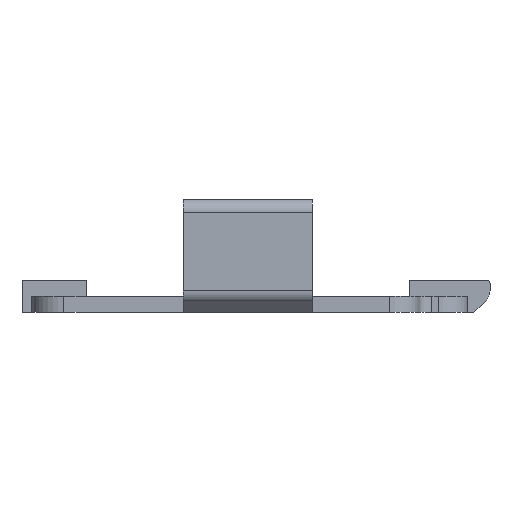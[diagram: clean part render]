
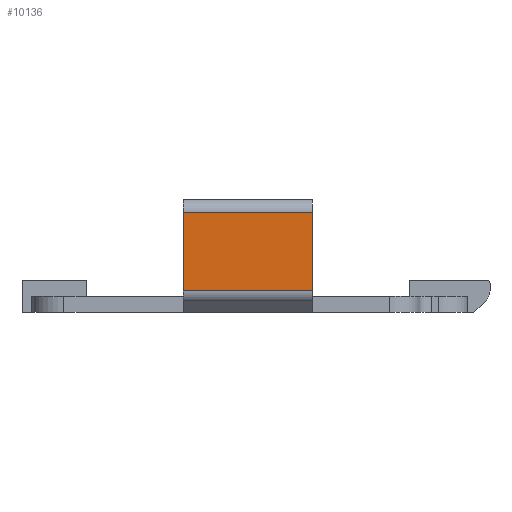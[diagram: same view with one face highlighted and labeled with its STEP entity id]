
A CAD part, left-side view. The second image highlights one B-rep face of the part: STEP entity #10136.
In plain terms, the highlighted planar face has unit normal (-1, 0, 0).
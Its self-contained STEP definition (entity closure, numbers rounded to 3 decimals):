
#450 = PLANE('',#451);
#451 = AXIS2_PLACEMENT_3D('',#452,#453,#454);
#452 = CARTESIAN_POINT('',(-100.,-17.,-5.));
#453 = DIRECTION('',(0.,1.,0.));
#454 = DIRECTION('',(1.,0.,0.));
#506 = PLANE('',#507);
#507 = AXIS2_PLACEMENT_3D('',#508,#509,#510);
#508 = CARTESIAN_POINT('',(-126.,23.,-5.));
#509 = DIRECTION('',(0.,-1.,0.));
#510 = DIRECTION('',(-1.,0.,0.));
#4685 = VERTEX_POINT('',#4686);
#4686 = CARTESIAN_POINT('',(-126.,-17.,26.));
#4701 = CYLINDRICAL_SURFACE('',#4702,4.);
#4702 = AXIS2_PLACEMENT_3D('',#4703,#4704,#4705);
#4703 = CARTESIAN_POINT('',(-122.,-17.,26.));
#4704 = DIRECTION('',(0.,1.,0.));
#4705 = DIRECTION('',(-1.,-0.,-0.));
#4713 = EDGE_CURVE('',#4714,#4685,#4716,.T.);
#4714 = VERTEX_POINT('',#4715);
#4715 = CARTESIAN_POINT('',(-126.,-17.,1.657));
#4716 = SURFACE_CURVE('',#4717,(#4721,#4728),.PCURVE_S1.);
#4717 = LINE('',#4718,#4719);
#4718 = CARTESIAN_POINT('',(-126.,-17.,-5.));
#4719 = VECTOR('',#4720,1.);
#4720 = DIRECTION('',(0.,0.,1.));
#4721 = PCURVE('',#450,#4722);
#4722 = DEFINITIONAL_REPRESENTATION('',(#4723),#4727);
#4723 = LINE('',#4724,#4725);
#4724 = CARTESIAN_POINT('',(-26.,0.));
#4725 = VECTOR('',#4726,1.);
#4726 = DIRECTION('',(-0.,-1.));
#4727 = ( GEOMETRIC_REPRESENTATION_CONTEXT(2) 
PARAMETRIC_REPRESENTATION_CONTEXT() REPRESENTATION_CONTEXT('2D SPACE',''
  ) );
#4728 = PCURVE('',#4729,#4734);
#4729 = PLANE('',#4730);
#4730 = AXIS2_PLACEMENT_3D('',#4731,#4732,#4733);
#4731 = CARTESIAN_POINT('',(-126.,-17.,-5.));
#4732 = DIRECTION('',(1.,0.,0.));
#4733 = DIRECTION('',(0.,-1.,0.));
#4734 = DEFINITIONAL_REPRESENTATION('',(#4735),#4739);
#4735 = LINE('',#4736,#4737);
#4736 = CARTESIAN_POINT('',(-0.,-0.));
#4737 = VECTOR('',#4738,1.);
#4738 = DIRECTION('',(-0.,-1.));
#4739 = ( GEOMETRIC_REPRESENTATION_CONTEXT(2) 
PARAMETRIC_REPRESENTATION_CONTEXT() REPRESENTATION_CONTEXT('2D SPACE',''
  ) );
#4758 = CYLINDRICAL_SURFACE('',#4759,4.);
#4759 = AXIS2_PLACEMENT_3D('',#4760,#4761,#4762);
#4760 = CARTESIAN_POINT('',(-122.,-17.,1.657));
#4761 = DIRECTION('',(0.,1.,0.));
#4762 = DIRECTION('',(-0.707,-0.,-0.707));
#5577 = VERTEX_POINT('',#5578);
#5578 = CARTESIAN_POINT('',(-126.,23.,1.657));
#5604 = EDGE_CURVE('',#5577,#5605,#5607,.T.);
#5605 = VERTEX_POINT('',#5606);
#5606 = CARTESIAN_POINT('',(-126.,23.,26.));
#5607 = SURFACE_CURVE('',#5608,(#5612,#5619),.PCURVE_S1.);
#5608 = LINE('',#5609,#5610);
#5609 = CARTESIAN_POINT('',(-126.,23.,-5.));
#5610 = VECTOR('',#5611,1.);
#5611 = DIRECTION('',(0.,0.,1.));
#5612 = PCURVE('',#506,#5613);
#5613 = DEFINITIONAL_REPRESENTATION('',(#5614),#5618);
#5614 = LINE('',#5615,#5616);
#5615 = CARTESIAN_POINT('',(-0.,-0.));
#5616 = VECTOR('',#5617,1.);
#5617 = DIRECTION('',(-0.,-1.));
#5618 = ( GEOMETRIC_REPRESENTATION_CONTEXT(2) 
PARAMETRIC_REPRESENTATION_CONTEXT() REPRESENTATION_CONTEXT('2D SPACE',''
  ) );
#5619 = PCURVE('',#4729,#5620);
#5620 = DEFINITIONAL_REPRESENTATION('',(#5621),#5625);
#5621 = LINE('',#5622,#5623);
#5622 = CARTESIAN_POINT('',(-40.,-0.));
#5623 = VECTOR('',#5624,1.);
#5624 = DIRECTION('',(-0.,-1.));
#5625 = ( GEOMETRIC_REPRESENTATION_CONTEXT(2) 
PARAMETRIC_REPRESENTATION_CONTEXT() REPRESENTATION_CONTEXT('2D SPACE',''
  ) );
#10089 = EDGE_CURVE('',#4685,#5605,#10090,.T.);
#10090 = SURFACE_CURVE('',#10091,(#10095,#10102),.PCURVE_S1.);
#10091 = LINE('',#10092,#10093);
#10092 = CARTESIAN_POINT('',(-126.,-17.,26.));
#10093 = VECTOR('',#10094,1.);
#10094 = DIRECTION('',(0.,1.,0.));
#10095 = PCURVE('',#4701,#10096);
#10096 = DEFINITIONAL_REPRESENTATION('',(#10097),#10101);
#10097 = LINE('',#10098,#10099);
#10098 = CARTESIAN_POINT('',(0.,0.));
#10099 = VECTOR('',#10100,1.);
#10100 = DIRECTION('',(0.,1.));
#10101 = ( GEOMETRIC_REPRESENTATION_CONTEXT(2) 
PARAMETRIC_REPRESENTATION_CONTEXT() REPRESENTATION_CONTEXT('2D SPACE',''
  ) );
#10102 = PCURVE('',#4729,#10103);
#10103 = DEFINITIONAL_REPRESENTATION('',(#10104),#10108);
#10104 = LINE('',#10105,#10106);
#10105 = CARTESIAN_POINT('',(-0.,-31.));
#10106 = VECTOR('',#10107,1.);
#10107 = DIRECTION('',(-1.,0.));
#10108 = ( GEOMETRIC_REPRESENTATION_CONTEXT(2) 
PARAMETRIC_REPRESENTATION_CONTEXT() REPRESENTATION_CONTEXT('2D SPACE',''
  ) );
#10136 = ADVANCED_FACE('',(#10137),#4729,.F.);
#10137 = FACE_BOUND('',#10138,.T.);
#10138 = EDGE_LOOP('',(#10139,#10140,#10141,#10142));
#10139 = ORIENTED_EDGE('',*,*,#4713,.T.);
#10140 = ORIENTED_EDGE('',*,*,#10089,.T.);
#10141 = ORIENTED_EDGE('',*,*,#5604,.F.);
#10142 = ORIENTED_EDGE('',*,*,#10143,.F.);
#10143 = EDGE_CURVE('',#4714,#5577,#10144,.T.);
#10144 = SURFACE_CURVE('',#10145,(#10149,#10156),.PCURVE_S1.);
#10145 = LINE('',#10146,#10147);
#10146 = CARTESIAN_POINT('',(-126.,-17.,1.657));
#10147 = VECTOR('',#10148,1.);
#10148 = DIRECTION('',(0.,1.,0.));
#10149 = PCURVE('',#4729,#10150);
#10150 = DEFINITIONAL_REPRESENTATION('',(#10151),#10155);
#10151 = LINE('',#10152,#10153);
#10152 = CARTESIAN_POINT('',(-0.,-6.657));
#10153 = VECTOR('',#10154,1.);
#10154 = DIRECTION('',(-1.,0.));
#10155 = ( GEOMETRIC_REPRESENTATION_CONTEXT(2) 
PARAMETRIC_REPRESENTATION_CONTEXT() REPRESENTATION_CONTEXT('2D SPACE',''
  ) );
#10156 = PCURVE('',#4758,#10157);
#10157 = DEFINITIONAL_REPRESENTATION('',(#10158),#10162);
#10158 = LINE('',#10159,#10160);
#10159 = CARTESIAN_POINT('',(0.785,0.));
#10160 = VECTOR('',#10161,1.);
#10161 = DIRECTION('',(0.,1.));
#10162 = ( GEOMETRIC_REPRESENTATION_CONTEXT(2) 
PARAMETRIC_REPRESENTATION_CONTEXT() REPRESENTATION_CONTEXT('2D SPACE',''
  ) );
